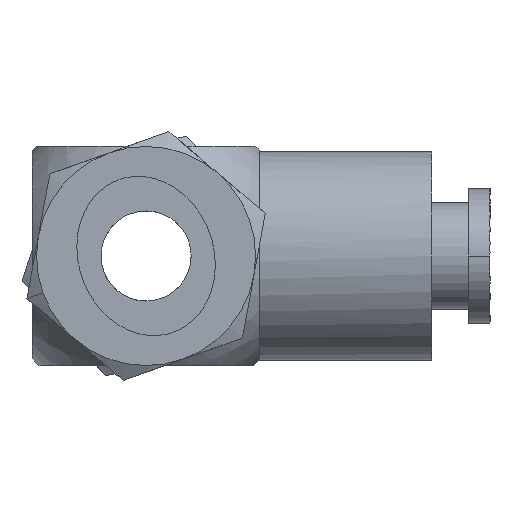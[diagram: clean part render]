
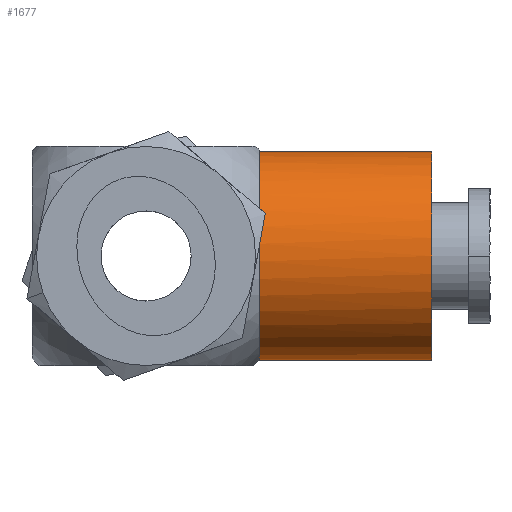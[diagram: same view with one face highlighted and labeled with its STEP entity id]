
A CAD part, front view. The second image highlights one B-rep face of the part: STEP entity #1677.
In plain terms, the highlighted cylindrical face has radius 7.582 mm (diameter 15.164 mm), a partial arc.
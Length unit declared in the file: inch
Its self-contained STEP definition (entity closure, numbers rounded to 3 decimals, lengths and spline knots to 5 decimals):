
#165 = DIRECTION ( 'NONE',  ( 0., 0., 1. ) ) ;
#323 = VERTEX_POINT ( 'NONE', #5564 ) ;
#611 = CARTESIAN_POINT ( 'NONE',  ( 0.648, -0.3125, -0.611 ) ) ;
#626 = DIRECTION ( 'NONE',  ( 0., 0., 1. ) ) ;
#654 = ORIENTED_EDGE ( 'NONE', *, *, #4933, .F. ) ;
#733 = AXIS2_PLACEMENT_3D ( 'NONE', #4939, #2097, #165 ) ;
#1283 = EDGE_LOOP ( 'NONE', ( #1468, #4445, #2025, #654, #6022 ) ) ;
#1468 = ORIENTED_EDGE ( 'NONE', *, *, #2615, .F. ) ;
#1487 = VERTEX_POINT ( 'NONE', #2724 ) ;
#1531 = AXIS2_PLACEMENT_3D ( 'NONE', #4181, #2751, #3730 ) ;
#1545 = AXIS2_PLACEMENT_3D ( 'NONE', #3363, #4361, #626 ) ;
#1677 = ADVANCED_FACE ( 'NONE', ( #4010 ), #3458, .T. ) ;
#1738 = DIRECTION ( 'NONE',  ( -1., 0., 0. ) ) ;
#2025 = ORIENTED_EDGE ( 'NONE', *, *, #3252, .T. ) ;
#2097 = DIRECTION ( 'NONE',  ( -1., 0., 0. ) ) ;
#2173 = VECTOR ( 'NONE', #5378, 39.37008 ) ;
#2302 = EDGE_CURVE ( 'NONE', #3204, #1487, #6091, .T. ) ;
#2514 = CARTESIAN_POINT ( 'NONE',  ( 0.648, -0.3125, -0.3125 ) ) ;
#2615 = EDGE_CURVE ( 'NONE', #2898, #3204, #4330, .T. ) ;
#2724 = CARTESIAN_POINT ( 'NONE',  ( 0.648, -0.52199, -0.09986 ) ) ;
#2751 = DIRECTION ( 'NONE',  ( -1., 0., 0. ) ) ;
#2778 = CIRCLE ( 'NONE', #1531, 0.2985 ) ;
#2898 = VERTEX_POINT ( 'NONE', #6046 ) ;
#2939 = VECTOR ( 'NONE', #1738, 39.37008 ) ;
#2990 = EDGE_CURVE ( 'NONE', #2898, #323, #2778, .T. ) ;
#3204 = VERTEX_POINT ( 'NONE', #611 ) ;
#3226 = CIRCLE ( 'NONE', #3670, 0.2985 ) ;
#3252 = EDGE_CURVE ( 'NONE', #323, #3406, #4226, .T. ) ;
#3363 = CARTESIAN_POINT ( 'NONE',  ( -0.12911, -0.3125, -0.3125 ) ) ;
#3406 = VERTEX_POINT ( 'NONE', #5501 ) ;
#3443 = DIRECTION ( 'NONE',  ( -1., 0., 0. ) ) ;
#3458 = CYLINDRICAL_SURFACE ( 'NONE', #1545, 0.2985 ) ;
#3670 = AXIS2_PLACEMENT_3D ( 'NONE', #2514, #3443, #5924 ) ;
#3730 = DIRECTION ( 'NONE',  ( 0., 0., 1. ) ) ;
#4010 = FACE_OUTER_BOUND ( 'NONE', #1283, .T. ) ;
#4181 = CARTESIAN_POINT ( 'NONE',  ( 1.14, -0.3125, -0.3125 ) ) ;
#4226 = LINE ( 'NONE', #4467, #2939 ) ;
#4330 = LINE ( 'NONE', #4893, #2173 ) ;
#4361 = DIRECTION ( 'NONE',  ( -1., 0., 0. ) ) ;
#4445 = ORIENTED_EDGE ( 'NONE', *, *, #2990, .T. ) ;
#4467 = CARTESIAN_POINT ( 'NONE',  ( -0.12911, -0.3125, -0.014 ) ) ;
#4893 = CARTESIAN_POINT ( 'NONE',  ( -0.12911, -0.3125, -0.611 ) ) ;
#4933 = EDGE_CURVE ( 'NONE', #1487, #3406, #3226, .T. ) ;
#4939 = CARTESIAN_POINT ( 'NONE',  ( 0.648, -0.3125, -0.3125 ) ) ;
#5378 = DIRECTION ( 'NONE',  ( -1., 0., 0. ) ) ;
#5501 = CARTESIAN_POINT ( 'NONE',  ( 0.648, -0.3125, -0.014 ) ) ;
#5564 = CARTESIAN_POINT ( 'NONE',  ( 1.14, -0.3125, -0.014 ) ) ;
#5924 = DIRECTION ( 'NONE',  ( 0., 0., 1. ) ) ;
#6022 = ORIENTED_EDGE ( 'NONE', *, *, #2302, .F. ) ;
#6046 = CARTESIAN_POINT ( 'NONE',  ( 1.14, -0.3125, -0.611 ) ) ;
#6091 = CIRCLE ( 'NONE', #733, 0.2985 ) ;
